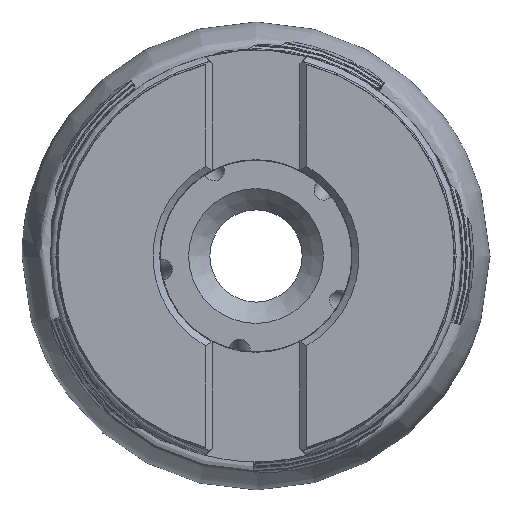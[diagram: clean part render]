
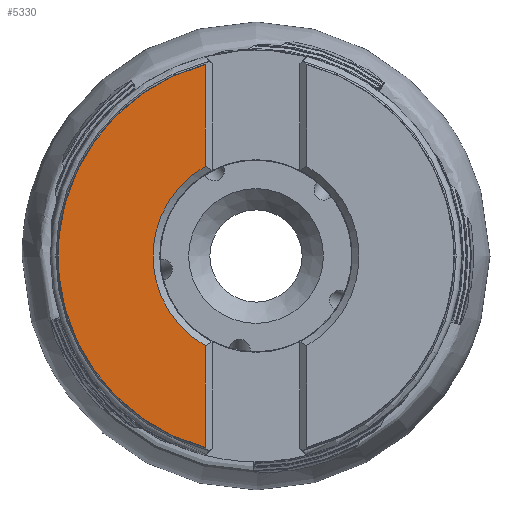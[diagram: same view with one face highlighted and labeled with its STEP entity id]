
A CAD part, left-side view. The second image highlights one B-rep face of the part: STEP entity #5330.
In plain terms, the highlighted planar face has unit normal (-1, 0, 0).
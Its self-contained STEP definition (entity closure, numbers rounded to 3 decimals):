
#533 = DIRECTION ( 'NONE',  ( 1., 0., 0. ) ) ;
#1038 = DIRECTION ( 'NONE',  ( 0., 0., 1. ) ) ;
#1641 = VECTOR ( 'NONE', #13127, 1000. ) ;
#3016 = ORIENTED_EDGE ( 'NONE', *, *, #12936, .T. ) ;
#3023 = EDGE_CURVE ( 'NONE', #11366, #7313, #3702, .T. ) ;
#3110 = VERTEX_POINT ( 'NONE', #10931 ) ;
#3312 = ORIENTED_EDGE ( 'NONE', *, *, #8929, .F. ) ;
#3702 = LINE ( 'NONE', #9593, #6635 ) ;
#4216 = CARTESIAN_POINT ( 'NONE',  ( -48.905, 7.15, -35. ) ) ;
#5193 = DIRECTION ( 'NONE',  ( 1., 0., 0. ) ) ;
#5330 = ADVANCED_FACE ( 'NONE', ( #13175 ), #6518, .T. ) ;
#5691 = CARTESIAN_POINT ( 'NONE',  ( -48.905, 7.15, 26.991 ) ) ;
#6337 = AXIS2_PLACEMENT_3D ( 'NONE', #11783, #5193, #12890 ) ;
#6518 = PLANE ( 'NONE',  #9468 ) ;
#6635 = VECTOR ( 'NONE', #10743, 1000. ) ;
#6995 = ORIENTED_EDGE ( 'NONE', *, *, #12590, .T. ) ;
#7106 = CARTESIAN_POINT ( 'NONE',  ( -48.905, 0., 0. ) ) ;
#7313 = VERTEX_POINT ( 'NONE', #5691 ) ;
#7319 = VERTEX_POINT ( 'NONE', #7900 ) ;
#7610 = DIRECTION ( 'NONE',  ( -1., 0., 0. ) ) ;
#7900 = CARTESIAN_POINT ( 'NONE',  ( -48.905, 7.15, -12.643 ) ) ;
#8194 = ORIENTED_EDGE ( 'NONE', *, *, #3023, .T. ) ;
#8229 = DIRECTION ( 'NONE',  ( 0., 0., 1. ) ) ;
#8929 = EDGE_CURVE ( 'Kante161', #3110, #7313, #14144, .T. ) ;
#9461 = EDGE_LOOP ( 'NONE', ( #3016, #6995, #8194, #3312 ) ) ;
#9468 = AXIS2_PLACEMENT_3D ( 'NONE', #13122, #7610, #1038 ) ;
#9593 = CARTESIAN_POINT ( 'NONE',  ( -48.905, 7.15, -35. ) ) ;
#10415 = LINE ( 'NONE', #4216, #1641 ) ;
#10743 = DIRECTION ( 'NONE',  ( 0., 0., 1. ) ) ;
#10931 = CARTESIAN_POINT ( 'NONE',  ( -48.905, 7.15, -26.991 ) ) ;
#11366 = VERTEX_POINT ( 'NONE', #12022 ) ;
#11783 = CARTESIAN_POINT ( 'NONE',  ( -48.905, 0., 0. ) ) ;
#12022 = CARTESIAN_POINT ( 'NONE',  ( -48.905, 7.15, 12.643 ) ) ;
#12590 = EDGE_CURVE ( 'NONE', #7319, #11366, #13513, .T. ) ;
#12890 = DIRECTION ( 'NONE',  ( 0., 0., 1. ) ) ;
#12936 = EDGE_CURVE ( 'NONE', #3110, #7319, #10415, .T. ) ;
#13122 = CARTESIAN_POINT ( 'NONE',  ( -48.905, 0., 0. ) ) ;
#13127 = DIRECTION ( 'NONE',  ( 0., 0., 1. ) ) ;
#13175 = FACE_OUTER_BOUND ( 'NONE', #9461, .T. ) ;
#13513 = CIRCLE ( 'NONE', #6337, 14.525 ) ;
#13739 = AXIS2_PLACEMENT_3D ( 'NONE', #7106, #533, #8229 ) ;
#14144 = CIRCLE ( 'NONE', #13739, 27.922 ) ;
